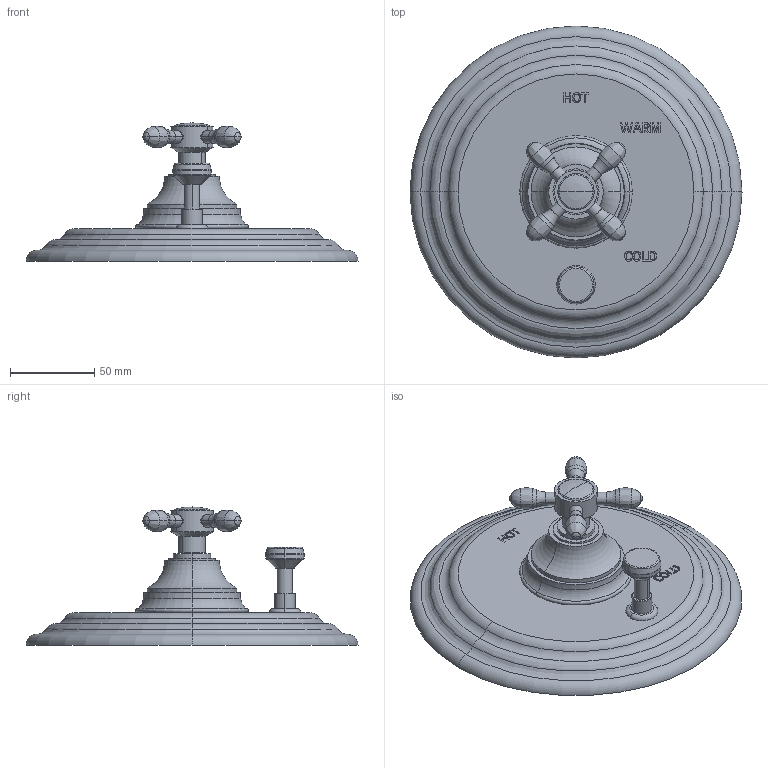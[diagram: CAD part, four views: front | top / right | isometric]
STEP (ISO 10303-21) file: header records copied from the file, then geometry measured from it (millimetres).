
FILE_DESCRIPTION((''),'2;1');
FILE_NAME('5-1642BP','2021-06-08T10:14:51',('jinson.thomas'),(''),'CREO PARAMETRIC BY PTC INC, 2018400','CREO PARAMETRIC BY PTC INC, 2018400','');
FILE_SCHEMA(('CONFIG_CONTROL_DESIGN'));
Length unit declared in the file: inch
Products named in the file (1): 5-1642BP
Bounding box: 196.85 x 196.85 x 81.89 mm (x, y, z)
Volume: 539328.3 mm3; surface area: 77578.8 mm2
Topology: 1 solids, 1 shells, 292 faces, 707 edges, 441 vertices
Faces by surface type: plane 114, extrusion 64, torus 38, cylinder 36, bspline 24, sphere 10, cone 6
Entity records: 9349 total; most frequent: CARTESIAN_POINT 2724, ORIENTED_EDGE 1394, DIRECTION 1243, EDGE_CURVE 697, VERTEX_POINT 441, VECTOR 415, AXIS2_PLACEMENT_3D 414, LINE 351
